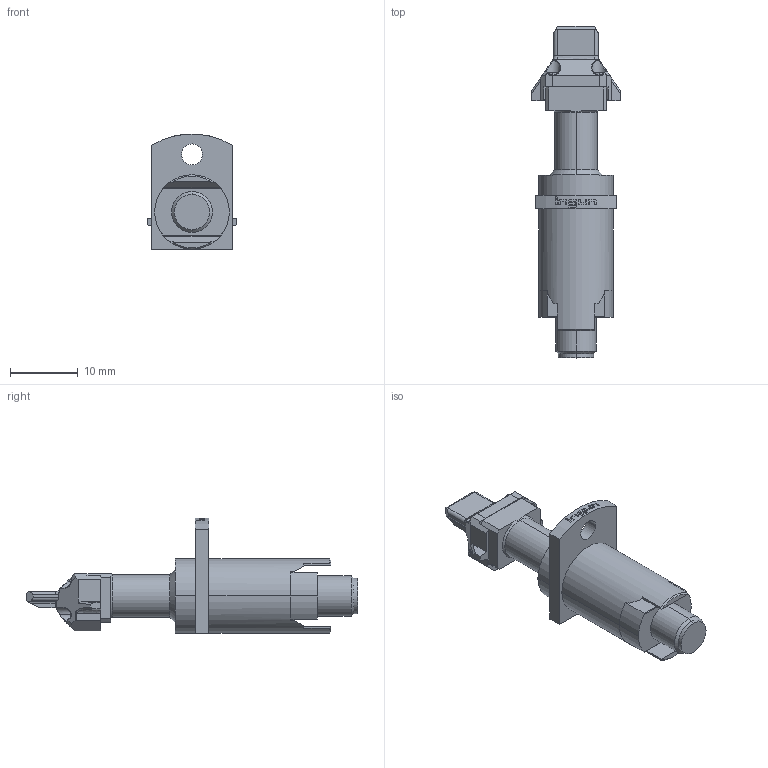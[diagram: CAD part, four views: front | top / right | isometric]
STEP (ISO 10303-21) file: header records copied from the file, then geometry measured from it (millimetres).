
FILE_DESCRIPTION (( 'STEP AP203' ), '1' );
FILE_NAME ('INGUN_HFS-821_313_050Axxx05USBMINID2.STEP', '2022-04-26T09:50:14', ( 'ochi' ), ( '' ), 'SwSTEP 2.0', 'SolidWorks 2018', '' );
FILE_SCHEMA (( 'CONFIG_CONTROL_DESIGN' ));
Length unit declared in the file: millimetre
Products named in the file (1): INGUN_HFS-821_313_050Axxx05USBMINID2
Bounding box: 13.1 x 49 x 17.1 mm (x, y, z)
Volume: 3187.1 mm3; surface area: 2179.5 mm2
Topology: 1 solids, 1 shells, 393 faces, 1038 edges, 666 vertices
Faces by surface type: plane 190, cylinder 73, bspline 59, cone 41, torus 20, sphere 10
Entity records: 14329 total; most frequent: CARTESIAN_POINT 5186, ORIENTED_EDGE 2076, DIRECTION 1677, EDGE_CURVE 1038, VERTEX_POINT 666, AXIS2_PLACEMENT_3D 603, LINE 471, VECTOR 471
